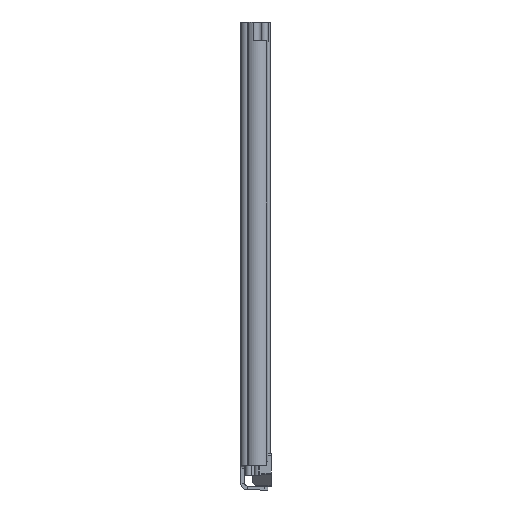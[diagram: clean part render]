
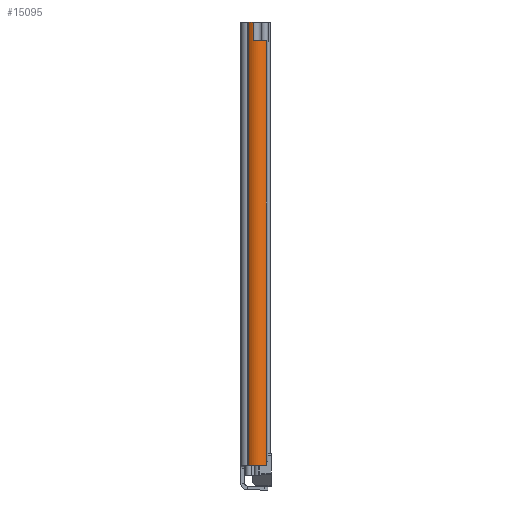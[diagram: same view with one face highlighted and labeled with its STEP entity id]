
A CAD part, front view. The second image highlights one B-rep face of the part: STEP entity #15095.
In plain terms, the highlighted cylindrical face has radius 7.6 mm (diameter 15.2 mm), a partial arc.
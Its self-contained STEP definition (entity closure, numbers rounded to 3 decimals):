
#289 = CARTESIAN_POINT ( 'NONE',  ( 10.602, -30.5, -304.8 ) ) ;
#535 = VECTOR ( 'NONE', #3136, 1000. ) ;
#557 = CARTESIAN_POINT ( 'NONE',  ( 10.602, -30.5, 0. ) ) ;
#990 = DIRECTION ( 'NONE',  ( 1., 0., 0. ) ) ;
#1656 = LINE ( 'NONE', #6640, #8227 ) ;
#1817 = EDGE_LOOP ( 'NONE', ( #12200, #13113, #4825, #15121, #6739, #16371 ) ) ;
#2124 = DIRECTION ( 'NONE',  ( 1., 0., 0. ) ) ;
#2900 = DIRECTION ( 'NONE',  ( 0., 0., 1. ) ) ;
#2964 = CIRCLE ( 'NONE', #8863, 7.6 ) ;
#2967 = LINE ( 'NONE', #4227, #535 ) ;
#2972 = LINE ( 'NONE', #14149, #9839 ) ;
#3136 = DIRECTION ( 'NONE',  ( 0., 0., 1. ) ) ;
#3877 = AXIS2_PLACEMENT_3D ( 'NONE', #557, #5710, #990 ) ;
#3925 = DIRECTION ( 'NONE',  ( 0., 0., 1. ) ) ;
#4024 = VERTEX_POINT ( 'NONE', #7632 ) ;
#4113 = VERTEX_POINT ( 'NONE', #13986 ) ;
#4227 = CARTESIAN_POINT ( 'NONE',  ( 8.413, -37.778, -304.8 ) ) ;
#4322 = FACE_OUTER_BOUND ( 'NONE', #1817, .T. ) ;
#4825 = ORIENTED_EDGE ( 'NONE', *, *, #8323, .F. ) ;
#4869 = VERTEX_POINT ( 'NONE', #6730 ) ;
#5109 = EDGE_CURVE ( 'NONE', #12629, #4113, #14047, .T. ) ;
#5563 = DIRECTION ( 'NONE',  ( 0., 0., 1. ) ) ;
#5710 = DIRECTION ( 'NONE',  ( 0., 0., -1. ) ) ;
#5834 = CARTESIAN_POINT ( 'NONE',  ( 10.602, -30.5, -288.8 ) ) ;
#6413 = CARTESIAN_POINT ( 'NONE',  ( 5.244, -35.891, -288.8 ) ) ;
#6640 = CARTESIAN_POINT ( 'NONE',  ( 5.244, -35.891, -304.8 ) ) ;
#6730 = CARTESIAN_POINT ( 'NONE',  ( 16.488, -35.307, -12.2 ) ) ;
#6739 = ORIENTED_EDGE ( 'NONE', *, *, #5109, .T. ) ;
#6803 = DIRECTION ( 'NONE',  ( 0., 0., 1. ) ) ;
#7004 = DIRECTION ( 'NONE',  ( 0., 0., 1. ) ) ;
#7632 = CARTESIAN_POINT ( 'NONE',  ( 8.413, -37.778, -12.2 ) ) ;
#7915 = EDGE_CURVE ( 'NONE', #4024, #12629, #2967, .T. ) ;
#8001 = EDGE_CURVE ( 'NONE', #15984, #14481, #2964, .T. ) ;
#8067 = CARTESIAN_POINT ( 'NONE',  ( 10.602, -30.5, -12.2 ) ) ;
#8227 = VECTOR ( 'NONE', #6803, 1000. ) ;
#8323 = EDGE_CURVE ( 'NONE', #4024, #4869, #9144, .T. ) ;
#8863 = AXIS2_PLACEMENT_3D ( 'NONE', #5834, #7004, #2124 ) ;
#9144 = CIRCLE ( 'NONE', #15308, 7.6 ) ;
#9839 = VECTOR ( 'NONE', #3925, 1000. ) ;
#10425 = DIRECTION ( 'NONE',  ( 1., 0., 0. ) ) ;
#10625 = CYLINDRICAL_SURFACE ( 'NONE', #15250, 7.6 ) ;
#10665 = CARTESIAN_POINT ( 'NONE',  ( 16.488, -35.307, -288.8 ) ) ;
#12200 = ORIENTED_EDGE ( 'NONE', *, *, #8001, .T. ) ;
#12629 = VERTEX_POINT ( 'NONE', #14334 ) ;
#13059 = EDGE_CURVE ( 'NONE', #14481, #4869, #2972, .T. ) ;
#13113 = ORIENTED_EDGE ( 'NONE', *, *, #13059, .T. ) ;
#13736 = EDGE_CURVE ( 'NONE', #15984, #4113, #1656, .T. ) ;
#13986 = CARTESIAN_POINT ( 'NONE',  ( 5.244, -35.891, 0. ) ) ;
#14047 = CIRCLE ( 'NONE', #3877, 7.6 ) ;
#14149 = CARTESIAN_POINT ( 'NONE',  ( 16.488, -35.307, -304.8 ) ) ;
#14334 = CARTESIAN_POINT ( 'NONE',  ( 8.413, -37.778, 0. ) ) ;
#14481 = VERTEX_POINT ( 'NONE', #10665 ) ;
#15095 = ADVANCED_FACE ( 'NONE', ( #4322 ), #10625, .T. ) ;
#15121 = ORIENTED_EDGE ( 'NONE', *, *, #7915, .T. ) ;
#15250 = AXIS2_PLACEMENT_3D ( 'NONE', #289, #2900, #15827 ) ;
#15308 = AXIS2_PLACEMENT_3D ( 'NONE', #8067, #5563, #10425 ) ;
#15827 = DIRECTION ( 'NONE',  ( 1., 0., 0. ) ) ;
#15984 = VERTEX_POINT ( 'NONE', #6413 ) ;
#16371 = ORIENTED_EDGE ( 'NONE', *, *, #13736, .F. ) ;
